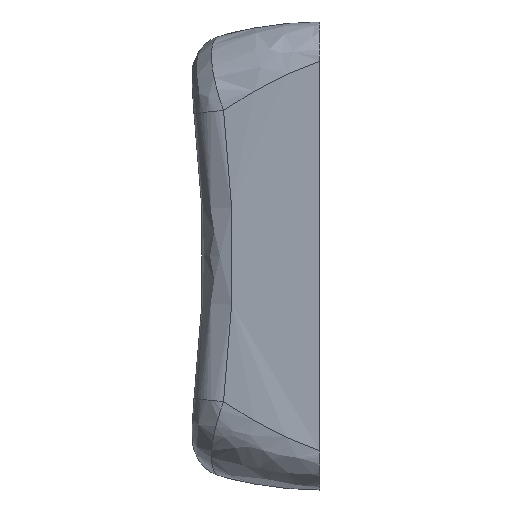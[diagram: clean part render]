
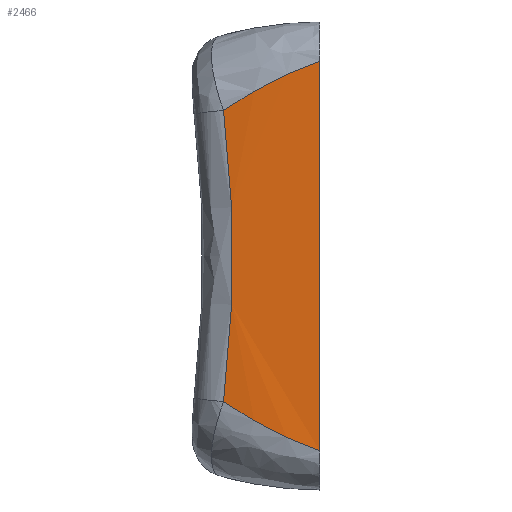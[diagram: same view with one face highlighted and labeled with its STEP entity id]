
A CAD part, left-side view. The second image highlights one B-rep face of the part: STEP entity #2466.
In plain terms, the highlighted free-form (B-spline) face has degree [1, 2] with [2, 3] control points.
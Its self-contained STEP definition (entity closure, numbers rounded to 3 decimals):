
#16=(
BOUNDED_SURFACE()
B_SPLINE_SURFACE(1,2,((#4221,#4222,#4223),(#4224,#4225,#4226)),
 .UNSPECIFIED.,.F.,.F.,.F.)
B_SPLINE_SURFACE_WITH_KNOTS((2,2),(3,3),(-0.33,0.33),
(-1.735,-1.571),.UNSPECIFIED.)
GEOMETRIC_REPRESENTATION_ITEM()
RATIONAL_B_SPLINE_SURFACE(((1.,0.997,1.),(1.,0.997,
1.)))
REPRESENTATION_ITEM('')
SURFACE()
);
#117=B_SPLINE_CURVE_WITH_KNOTS('',3,(#3985,#3986,#3987,#3988),
 .UNSPECIFIED.,.F.,.F.,(4,4),(0.033,0.162),
 .UNSPECIFIED.);
#118=B_SPLINE_CURVE_WITH_KNOTS('',3,(#3989,#3990,#3991,#3992),
 .UNSPECIFIED.,.F.,.F.,(4,4),(0.162,0.418),
 .UNSPECIFIED.);
#120=B_SPLINE_CURVE_WITH_KNOTS('',3,(#4056,#4057,#4058,#4059),
 .UNSPECIFIED.,.F.,.F.,(4,4),(-1.116,0.),.UNSPECIFIED.);
#130=B_SPLINE_CURVE_WITH_KNOTS('',3,(#4228,#4229,#4230,#4231),
 .UNSPECIFIED.,.F.,.F.,(4,4),(0.256,0.385),
 .UNSPECIFIED.);
#131=B_SPLINE_CURVE_WITH_KNOTS('',3,(#4232,#4233,#4234,#4235),
 .UNSPECIFIED.,.F.,.F.,(4,4),(0.,0.256),.UNSPECIFIED.);
#282=FACE_OUTER_BOUND('',#421,.T.);
#421=EDGE_LOOP('',(#1999,#2000,#2001,#2002,#2003,#2004));
#689=LINE('',#3576,#931);
#931=VECTOR('',#3031,9.19);
#1094=VERTEX_POINT('',#3567);
#1095=VERTEX_POINT('',#3575);
#1119=VERTEX_POINT('',#3976);
#1120=VERTEX_POINT('',#3984);
#1124=VERTEX_POINT('',#4054);
#1133=VERTEX_POINT('',#4227);
#1408=EDGE_CURVE('',#1094,#1095,#689,.T.);
#1436=EDGE_CURVE('',#1119,#1120,#117,.T.);
#1437=EDGE_CURVE('',#1120,#1094,#118,.T.);
#1442=EDGE_CURVE('',#1124,#1119,#120,.T.);
#1455=EDGE_CURVE('',#1133,#1124,#130,.T.);
#1456=EDGE_CURVE('',#1095,#1133,#131,.T.);
#1999=ORIENTED_EDGE('',*,*,#1436,.F.);
#2000=ORIENTED_EDGE('',*,*,#1442,.F.);
#2001=ORIENTED_EDGE('',*,*,#1455,.F.);
#2002=ORIENTED_EDGE('',*,*,#1456,.F.);
#2003=ORIENTED_EDGE('',*,*,#1408,.F.);
#2004=ORIENTED_EDGE('',*,*,#1437,.F.);
#2466=ADVANCED_FACE('',(#282),#16,.F.);
#3031=DIRECTION('',(0.,0.,-1.));
#3567=CARTESIAN_POINT('',(-82.625,3.5,-120.767));
#3575=CARTESIAN_POINT('',(-82.625,3.5,-134.46));
#3576=CARTESIAN_POINT('',(-82.625,3.5,-127.613));
#3976=CARTESIAN_POINT('',(-82.355,6.882,-122.494));
#3984=CARTESIAN_POINT('',(-82.501,5.8,-121.819));
#3985=CARTESIAN_POINT('Ctrl Pts',(-82.355,6.882,-122.494));
#3986=CARTESIAN_POINT('Ctrl Pts',(-82.411,6.533,-122.254));
#3987=CARTESIAN_POINT('Ctrl Pts',(-82.46,6.171,-122.029));
#3988=CARTESIAN_POINT('Ctrl Pts',(-82.5,5.8,-121.819));
#3989=CARTESIAN_POINT('Ctrl Pts',(-82.5,5.8,-121.819));
#3990=CARTESIAN_POINT('Ctrl Pts',(-82.58,5.065,-121.403));
#3991=CARTESIAN_POINT('Ctrl Pts',(-82.626,4.292,-121.048));
#3992=CARTESIAN_POINT('Ctrl Pts',(-82.625,3.5,-120.767));
#4054=CARTESIAN_POINT('',(-82.355,6.882,-132.733));
#4056=CARTESIAN_POINT('Ctrl Pts',(-82.355,6.882,-132.733));
#4057=CARTESIAN_POINT('Ctrl Pts',(-82.423,6.456,-129.333));
#4058=CARTESIAN_POINT('Ctrl Pts',(-82.423,6.456,-125.893));
#4059=CARTESIAN_POINT('Ctrl Pts',(-82.355,6.882,-122.494));
#4221=CARTESIAN_POINT('Ctrl Pts',(-82.355,6.882,-134.46));
#4222=CARTESIAN_POINT('Ctrl Pts',(-82.625,5.202,-134.46));
#4223=CARTESIAN_POINT('Ctrl Pts',(-82.625,3.5,-134.46));
#4224=CARTESIAN_POINT('Ctrl Pts',(-82.355,6.882,-120.767));
#4225=CARTESIAN_POINT('Ctrl Pts',(-82.625,5.202,-120.767));
#4226=CARTESIAN_POINT('Ctrl Pts',(-82.625,3.5,-120.767));
#4227=CARTESIAN_POINT('',(-82.501,5.8,-133.408));
#4228=CARTESIAN_POINT('Ctrl Pts',(-82.5,5.8,-133.408));
#4229=CARTESIAN_POINT('Ctrl Pts',(-82.46,6.171,-133.198));
#4230=CARTESIAN_POINT('Ctrl Pts',(-82.411,6.533,-132.973));
#4231=CARTESIAN_POINT('Ctrl Pts',(-82.355,6.882,-132.733));
#4232=CARTESIAN_POINT('Ctrl Pts',(-82.625,3.5,-134.46));
#4233=CARTESIAN_POINT('Ctrl Pts',(-82.626,4.291,-134.179));
#4234=CARTESIAN_POINT('Ctrl Pts',(-82.58,5.065,-133.824));
#4235=CARTESIAN_POINT('Ctrl Pts',(-82.5,5.8,-133.408));
